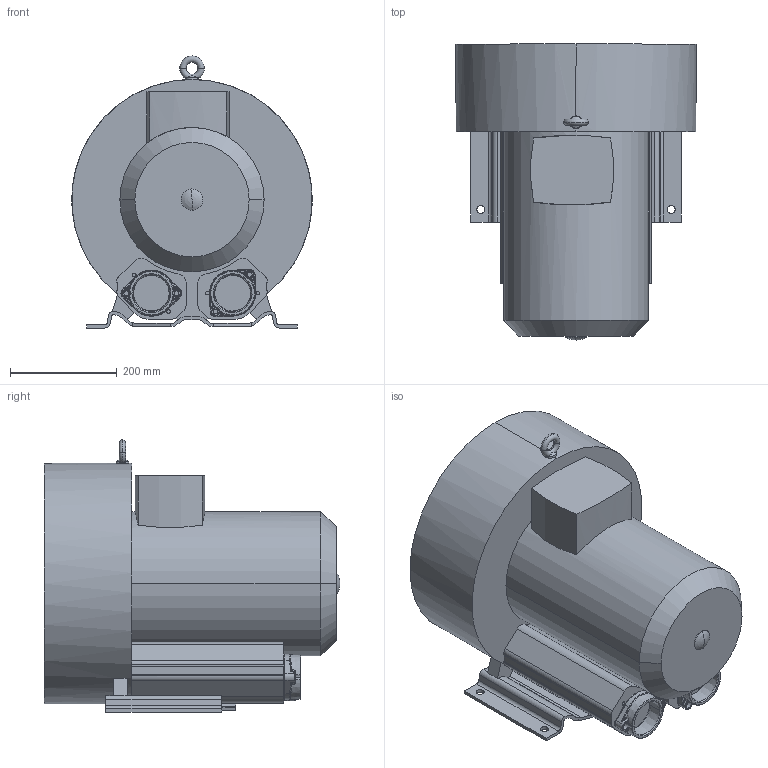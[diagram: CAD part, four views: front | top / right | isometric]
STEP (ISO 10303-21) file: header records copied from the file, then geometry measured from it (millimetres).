
FILE_DESCRIPTION((''),'2;1');
FILE_NAME('2RB830-1AQ27-JT','2026-01-14T',('Administrator'),(''),'PRO/ENGINEER BY PARAMETRIC TECHNOLOGY CORPORATION, 2007090','PRO/ENGINEER BY PARAMETRIC TECHNOLOGY CORPORATION, 2007090','');
FILE_SCHEMA(('AUTOMOTIVE_DESIGN_CC2 { 1 2 10303 214 -1 1 5 2 }'));
Length unit declared in the file: millimetre
Products named in the file (1): 2RB830-1AQ27-JT
Bounding box: 450 x 553.7 x 509.31 mm (x, y, z)
Volume: 56205025.9 mm3; surface area: 1369845 mm2
Topology: 1 solids, 1 shells, 471 faces, 1286 edges, 831 vertices
Faces by surface type: cylinder 157, plane 129, bspline 100, cone 46, torus 36, sphere 2, extrusion 1
Entity records: 21642 total; most frequent: CARTESIAN_POINT 10166, ORIENTED_EDGE 2568, DIRECTION 2272, EDGE_CURVE 1284, AXIS2_PLACEMENT_3D 913, VERTEX_POINT 831, CIRCLE 542, EDGE_LOOP 501
